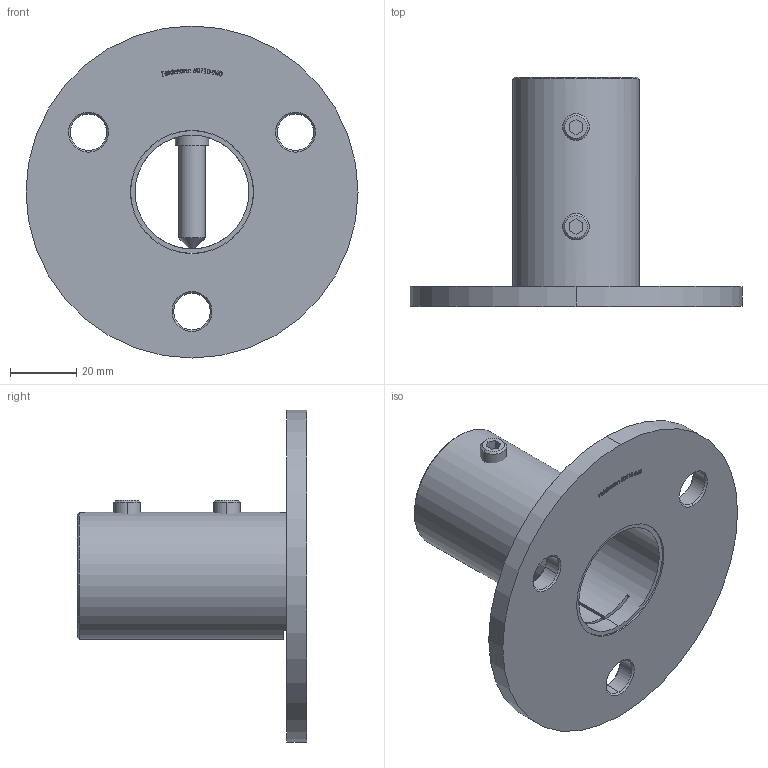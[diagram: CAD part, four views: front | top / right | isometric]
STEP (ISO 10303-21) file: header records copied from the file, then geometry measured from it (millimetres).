
FILE_DESCRIPTION (( 'STEP AP203' ), '1' );
FILE_NAME ('50110-240.step', '2019-09-06T11:53:09', ( '' ), ( '' ), 'SwSTEP 2.0', 'SolidWorks 2015', '' );
FILE_SCHEMA (( 'CONFIG_CONTROL_DESIGN' ));
Length unit declared in the file: millimetre
Products named in the file (4): 50110-240 Konfig Teil1_50110-240 Teil1; DIN914_DIN 914 M8x40; 50110-240 Konfig Teil2_50110-240 Teil2; 50110-240
Assembly tree (4 placements, depth 2):
  50110-240
    50110-240 Konfig Teil1_50110-240 Teil1
    50110-240 Konfig Teil2_50110-240 Teil2
    DIN914_DIN 914 M8x40  x2
Bounding box: 100 x 69 x 100 mm (x, y, z)
Volume: 57679.4 mm3; surface area: 34725.2 mm2
Topology: 4 solids, 4 shells, 288 faces, 751 edges, 496 vertices
Faces by surface type: plane 151, bspline 89, cylinder 27, cone 21
Entity records: 14378 total; most frequent: CARTESIAN_POINT 7722, ORIENTED_EDGE 1438, DIRECTION 984, EDGE_CURVE 719, VERTEX_POINT 476, LINE 452, VECTOR 452, EDGE_LOOP 311
